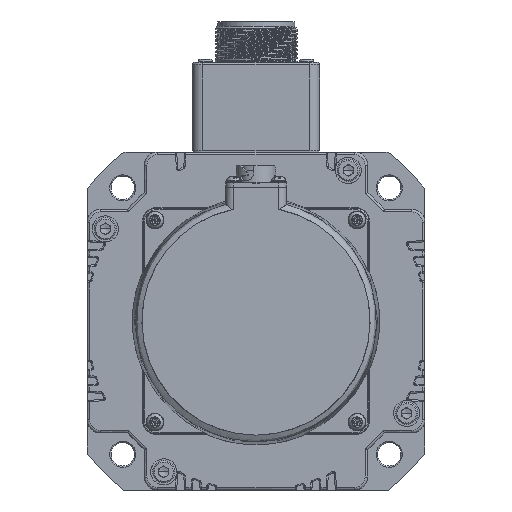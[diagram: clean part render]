
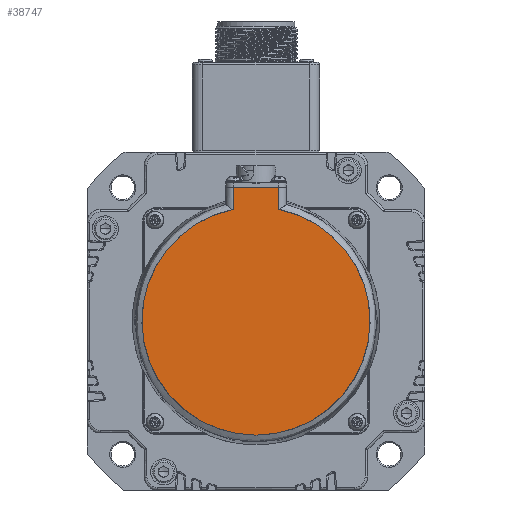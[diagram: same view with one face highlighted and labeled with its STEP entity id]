
A CAD part, front view. The second image highlights one B-rep face of the part: STEP entity #38747.
In plain terms, the highlighted planar face has unit normal (0, -1, 0).
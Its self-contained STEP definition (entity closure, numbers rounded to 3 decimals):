
#38406=CARTESIAN_POINT('',(8.67,-60.,-21.97));
#38407=VERTEX_POINT('',#38406);
#38408=CARTESIAN_POINT('',(-8.67,-60.,-21.97));
#38409=VERTEX_POINT('',#38408);
#38410=CARTESIAN_POINT('',(0.,-60.,-65.));
#38411=DIRECTION('',(0.198,0.,0.98));
#38412=DIRECTION('',(0.,1.,0.));
#38413=AXIS2_PLACEMENT_3D('',#38410,#38412,#38411);
#38414=CIRCLE('',#38413,43.895);
#38415=EDGE_CURVE('',#38407,#38409,#38414,.T.);
#38704=CARTESIAN_POINT('',(8.67,-60.,-13.5));
#38705=VERTEX_POINT('',#38704);
#38713=CARTESIAN_POINT('',(8.67,-60.,-13.5));
#38714=DIRECTION('',(0.,0.,-1.));
#38715=VECTOR('',#38714,8.47);
#38716=LINE('',#38713,#38715);
#38717=EDGE_CURVE('',#38705,#38407,#38716,.T.);
#38724=CARTESIAN_POINT('',(0.,-60.,-61.483));
#38725=DIRECTION('',(0.,0.,-1.));
#38726=DIRECTION('',(0.,-1.,0.));
#38727=AXIS2_PLACEMENT_3D('',#38724,#38726,#38725);
#38728=PLANE('',#38727);
#38729=ORIENTED_EDGE('',*,*,#38415,.F.);
#38730=ORIENTED_EDGE('',*,*,#38717,.F.);
#38731=CARTESIAN_POINT('',(-8.67,-60.,-13.5));
#38732=VERTEX_POINT('',#38731);
#38733=CARTESIAN_POINT('',(8.67,-60.,-13.5));
#38734=DIRECTION('',(-1.,0.,0.));
#38735=VECTOR('',#38734,17.34);
#38736=LINE('',#38733,#38735);
#38737=EDGE_CURVE('',#38705,#38732,#38736,.T.);
#38738=ORIENTED_EDGE('',*,*,#38737,.T.);
#38739=CARTESIAN_POINT('',(-8.67,-60.,-13.5));
#38740=DIRECTION('',(0.,0.,-1.));
#38741=VECTOR('',#38740,8.47);
#38742=LINE('',#38739,#38741);
#38743=EDGE_CURVE('',#38732,#38409,#38742,.T.);
#38744=ORIENTED_EDGE('',*,*,#38743,.T.);
#38745=EDGE_LOOP('',(#38729,#38730,#38738,#38744));
#38746=FACE_OUTER_BOUND('',#38745,.T.);
#38747=ADVANCED_FACE('',(#38746),#38728,.T.);
